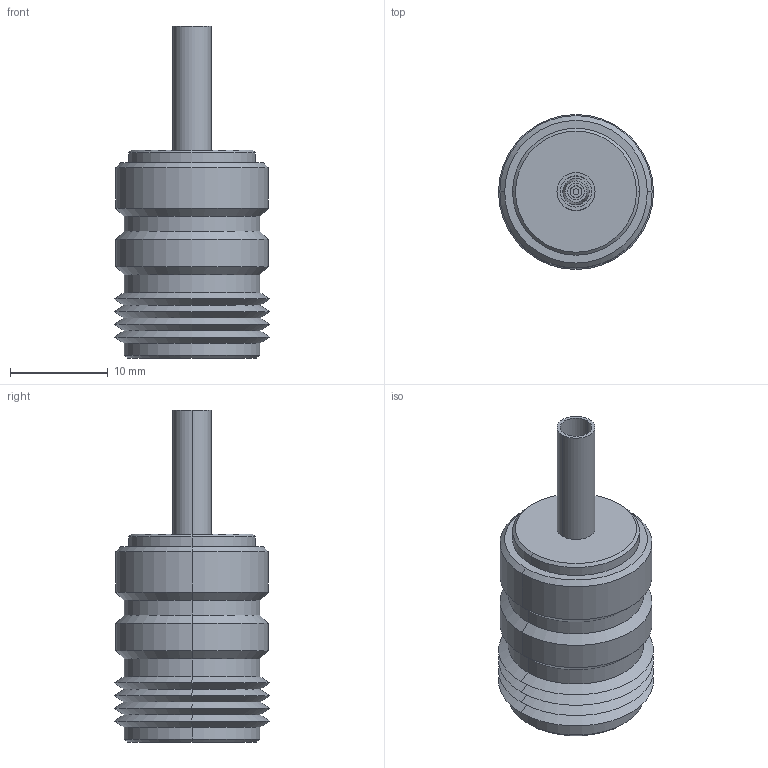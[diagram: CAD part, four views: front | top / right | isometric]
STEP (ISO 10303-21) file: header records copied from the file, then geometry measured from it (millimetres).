
FILE_DESCRIPTION (( 'STEP AP203' ), '1' );
FILE_NAME ('BAC527.STEP', '2013-02-14T20:46:04', ( 'x' ), ( '' ), 'SwSTEP 2.0', 'SolidWorks 2012', '' );
FILE_SCHEMA (( 'CONFIG_CONTROL_DESIGN' ));
Length unit declared in the file: inch
Products named in the file (4): BAC527-MA2; BAC527-MA1; BAC527; BAC527-MA3
Assembly tree (3 placements, depth 2):
  BAC527
    BAC527-MA1
    BAC527-MA2
    BAC527-MA3
Bounding box: 15.88 x 15.88 x 34 mm (x, y, z)
Volume: 3161.7 mm3; surface area: 2269.1 mm2
Topology: 3 solids, 3 shells, 75 faces, 154 edges, 87 vertices
Faces by surface type: cylinder 32, cone 32, plane 11
Entity records: 2406 total; most frequent: DIRECTION 392, CARTESIAN_POINT 356, ORIENTED_EDGE 304, AXIS2_PLACEMENT_3D 163, EDGE_CURVE 152, VERTEX_POINT 87, EDGE_LOOP 85, CIRCLE 82
